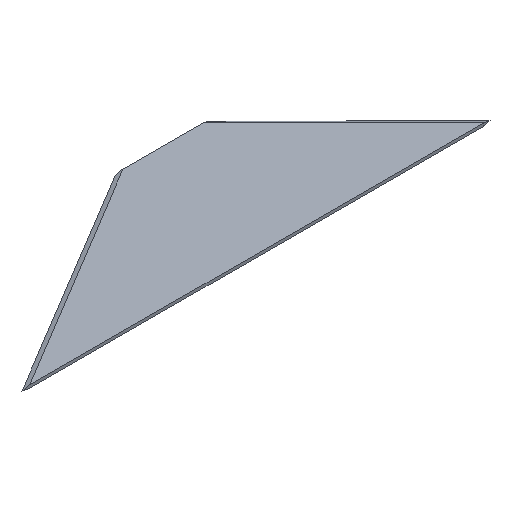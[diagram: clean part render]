
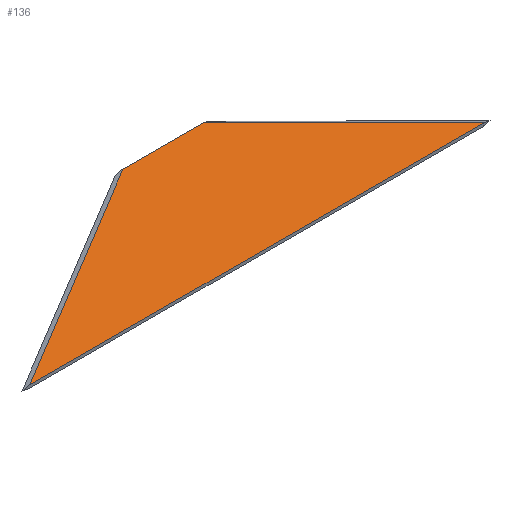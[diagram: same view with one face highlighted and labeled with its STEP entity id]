
A CAD part, isometric view. The second image highlights one B-rep face of the part: STEP entity #136.
In plain terms, the highlighted planar face has unit normal (0, 0, 1).
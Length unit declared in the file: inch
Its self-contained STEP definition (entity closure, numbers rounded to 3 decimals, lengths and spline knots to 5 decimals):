
#2 = VERTEX_POINT ( 'NONE', #258 ) ;
#10 = EDGE_CURVE ( 'NONE', #224, #119, #130, .T. ) ;
#15 = ORIENTED_EDGE ( 'NONE', *, *, #248, .T. ) ;
#25 = EDGE_CURVE ( 'NONE', #119, #150, #209, .T. ) ;
#35 = CARTESIAN_POINT ( 'NONE',  ( -6.01432, 6., 0.125 ) ) ;
#47 = LINE ( 'NONE', #35, #242 ) ;
#51 = AXIS2_PLACEMENT_3D ( 'NONE', #294, #288, #240 ) ;
#55 = DIRECTION ( 'NONE',  ( -0.708, 0.706, 0. ) ) ;
#77 = EDGE_CURVE ( 'NONE', #2, #224, #87, .T. ) ;
#87 = LINE ( 'NONE', #262, #122 ) ;
#100 = PLANE ( 'NONE',  #51 ) ;
#119 = VERTEX_POINT ( 'NONE', #155 ) ;
#122 = VECTOR ( 'NONE', #217, 39.37008 ) ;
#130 = LINE ( 'NONE', #261, #186 ) ;
#136 = ADVANCED_FACE ( 'NONE', ( #149 ), #100, .F. ) ;
#147 = CARTESIAN_POINT ( 'NONE',  ( -0.12128, -0.12157, 0.125 ) ) ;
#149 = FACE_OUTER_BOUND ( 'NONE', #198, .T. ) ;
#150 = VERTEX_POINT ( 'NONE', #199 ) ;
#153 = CARTESIAN_POINT ( 'NONE',  ( -19.66659, 0., 0.125 ) ) ;
#155 = CARTESIAN_POINT ( 'NONE',  ( -0.24314, 0., 0.125 ) ) ;
#165 = ORIENTED_EDGE ( 'NONE', *, *, #77, .T. ) ;
#186 = VECTOR ( 'NONE', #286, 39.37008 ) ;
#189 = VECTOR ( 'NONE', #55, 39.37008 ) ;
#198 = EDGE_LOOP ( 'NONE', ( #255, #235, #15, #165 ) ) ;
#199 = CARTESIAN_POINT ( 'NONE',  ( -6.25746, 6., 0.125 ) ) ;
#200 = DIRECTION ( 'NONE',  ( -1., 0., 0. ) ) ;
#209 = LINE ( 'NONE', #147, #189 ) ;
#217 = DIRECTION ( 'NONE',  ( -0.857, -0.515, 0. ) ) ;
#224 = VERTEX_POINT ( 'NONE', #153 ) ;
#235 = ORIENTED_EDGE ( 'NONE', *, *, #25, .T. ) ;
#240 = DIRECTION ( 'NONE',  ( -1., 0., 0. ) ) ;
#242 = VECTOR ( 'NONE', #200, 39.37008 ) ;
#248 = EDGE_CURVE ( 'NONE', #150, #2, #47, .T. ) ;
#255 = ORIENTED_EDGE ( 'NONE', *, *, #10, .T. ) ;
#258 = CARTESIAN_POINT ( 'NONE',  ( -9.68092, 6., 0.125 ) ) ;
#261 = CARTESIAN_POINT ( 'NONE',  ( -20., 0., 0.125 ) ) ;
#262 = CARTESIAN_POINT ( 'NONE',  ( -5.21684, 8.68229, 0.125 ) ) ;
#286 = DIRECTION ( 'NONE',  ( 1., 0., 0. ) ) ;
#288 = DIRECTION ( 'NONE',  ( 0., 0., -1. ) ) ;
#294 = CARTESIAN_POINT ( 'NONE',  ( 0., 0., 0.125 ) ) ;
